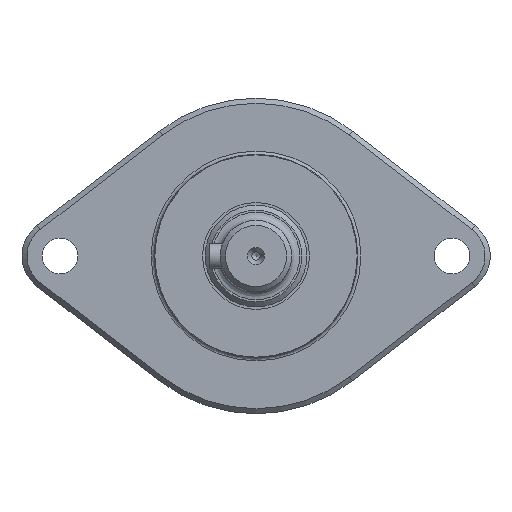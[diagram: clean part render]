
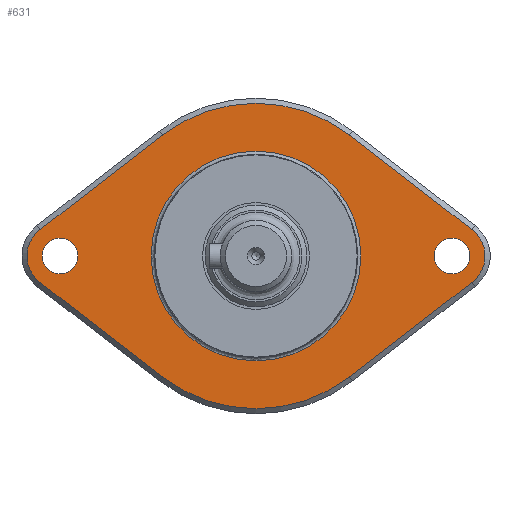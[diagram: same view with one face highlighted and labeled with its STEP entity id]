
A CAD part, left-side view. The second image highlights one B-rep face of the part: STEP entity #631.
In plain terms, the highlighted planar face has unit normal (-1, 0, 0).
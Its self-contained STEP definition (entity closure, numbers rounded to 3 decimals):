
#499=CARTESIAN_POINT('',(-136.4,0.,20.6));
#500=VERTEX_POINT('',#499);
#501=CARTESIAN_POINT('',(-136.4,0.,0.));
#502=DIRECTION('',(-1.0,0.0,0.0));
#503=DIRECTION('',(0.0,0.0,-1.0));
#504=AXIS2_PLACEMENT_3D('',#501,#502,#503);
#505=CIRCLE('',#504,20.6);
#506=EDGE_CURVE('',#500,#500,#505,.T.);
#531=CARTESIAN_POINT('',(-136.4,0.,0.));
#532=DIRECTION('',(-1.0,0.0,0.0));
#533=DIRECTION('',(0.0,0.0,1.0));
#534=AXIS2_PLACEMENT_3D('',#531,#532,#533);
#535=PLANE('',#534);
#536=CARTESIAN_POINT('',(-136.4,42.468,5.149));
#537=VERTEX_POINT('',#536);
#538=CARTESIAN_POINT('',(-136.4,18.312,23.763));
#539=VERTEX_POINT('',#538);
#540=CARTESIAN_POINT('',(-136.4,42.468,5.149));
#541=DIRECTION('',(0.,-0.792,0.61));
#542=VECTOR('',#541,30.496);
#543=LINE('',#540,#542);
#544=EDGE_CURVE('',#537,#539,#543,.T.);
#545=ORIENTED_EDGE('',*,*,#544,.F.);
#546=CARTESIAN_POINT('',(-136.4,42.468,-5.149));
#547=VERTEX_POINT('',#546);
#548=CARTESIAN_POINT('',(-136.4,38.5,0.));
#549=DIRECTION('',(1.0,0.,0.));
#550=DIRECTION('',(0.,0.61,0.792));
#551=AXIS2_PLACEMENT_3D('',#548,#549,#550);
#552=CIRCLE('',#551,6.5);
#553=EDGE_CURVE('',#547,#537,#552,.T.);
#554=ORIENTED_EDGE('',*,*,#553,.F.);
#555=CARTESIAN_POINT('',(-136.4,18.312,-23.763));
#556=VERTEX_POINT('',#555);
#557=CARTESIAN_POINT('',(-136.4,18.312,-23.763));
#558=DIRECTION('',(0.0,0.792,0.61));
#559=VECTOR('',#558,30.496);
#560=LINE('',#557,#559);
#561=EDGE_CURVE('',#556,#547,#560,.T.);
#562=ORIENTED_EDGE('',*,*,#561,.F.);
#563=CARTESIAN_POINT('',(-136.4,-18.312,-23.763));
#564=VERTEX_POINT('',#563);
#565=CARTESIAN_POINT('',(-136.4,0.,0.));
#566=DIRECTION('',(1.,0.,0.));
#567=DIRECTION('',(0.,0.61,-0.792));
#568=AXIS2_PLACEMENT_3D('',#565,#566,#567);
#569=CIRCLE('',#568,30.);
#570=EDGE_CURVE('',#564,#556,#569,.T.);
#571=ORIENTED_EDGE('',*,*,#570,.F.);
#572=CARTESIAN_POINT('',(-136.4,-42.468,-5.149));
#573=VERTEX_POINT('',#572);
#574=CARTESIAN_POINT('',(-136.4,-42.468,-5.149));
#575=DIRECTION('',(0.0,0.792,-0.61));
#576=VECTOR('',#575,30.496);
#577=LINE('',#574,#576);
#578=EDGE_CURVE('',#573,#564,#577,.T.);
#579=ORIENTED_EDGE('',*,*,#578,.F.);
#580=CARTESIAN_POINT('',(-136.4,-42.468,5.149));
#581=VERTEX_POINT('',#580);
#582=CARTESIAN_POINT('',(-136.4,-38.5,0.));
#583=DIRECTION('',(1.,0.,0.));
#584=DIRECTION('',(0.,-0.61,-0.792));
#585=AXIS2_PLACEMENT_3D('',#582,#583,#584);
#586=CIRCLE('',#585,6.5);
#587=EDGE_CURVE('',#581,#573,#586,.T.);
#588=ORIENTED_EDGE('',*,*,#587,.F.);
#589=CARTESIAN_POINT('',(-136.4,-18.312,23.763));
#590=VERTEX_POINT('',#589);
#591=CARTESIAN_POINT('',(-136.4,-18.312,23.763));
#592=DIRECTION('',(0.,-0.792,-0.61));
#593=VECTOR('',#592,30.496);
#594=LINE('',#591,#593);
#595=EDGE_CURVE('',#590,#581,#594,.T.);
#596=ORIENTED_EDGE('',*,*,#595,.F.);
#597=CARTESIAN_POINT('',(-136.4,0.,0.));
#598=DIRECTION('',(1.,0.,0.));
#599=DIRECTION('',(0.,-0.61,0.792));
#600=AXIS2_PLACEMENT_3D('',#597,#598,#599);
#601=CIRCLE('',#600,30.);
#602=EDGE_CURVE('',#539,#590,#601,.T.);
#603=ORIENTED_EDGE('',*,*,#602,.F.);
#604=EDGE_LOOP('',(#545,#554,#562,#571,#579,#588,#596,#603));
#605=FACE_OUTER_BOUND('',#604,.T.);
#606=CARTESIAN_POINT('',(-136.4,-38.5,3.5));
#607=VERTEX_POINT('',#606);
#608=CARTESIAN_POINT('',(-136.4,-38.5,0.));
#609=DIRECTION('',(1.0,0.0,0.0));
#610=DIRECTION('',(0.0,0.0,1.0));
#611=AXIS2_PLACEMENT_3D('',#608,#609,#610);
#612=CIRCLE('',#611,3.5);
#613=EDGE_CURVE('',#607,#607,#612,.T.);
#614=ORIENTED_EDGE('',*,*,#613,.T.);
#615=EDGE_LOOP('',(#614));
#616=FACE_BOUND('',#615,.T.);
#617=CARTESIAN_POINT('',(-136.4,38.5,3.5));
#618=VERTEX_POINT('',#617);
#619=CARTESIAN_POINT('',(-136.4,38.5,0.));
#620=DIRECTION('',(1.0,0.0,0.0));
#621=DIRECTION('',(0.0,0.0,1.0));
#622=AXIS2_PLACEMENT_3D('',#619,#620,#621);
#623=CIRCLE('',#622,3.5);
#624=EDGE_CURVE('',#618,#618,#623,.T.);
#625=ORIENTED_EDGE('',*,*,#624,.T.);
#626=EDGE_LOOP('',(#625));
#627=FACE_BOUND('',#626,.T.);
#628=ORIENTED_EDGE('',*,*,#506,.F.);
#629=EDGE_LOOP('',(#628));
#630=FACE_BOUND('',#629,.T.);
#631=ADVANCED_FACE('',(#605,#616,#627,#630),#535,.T.);
